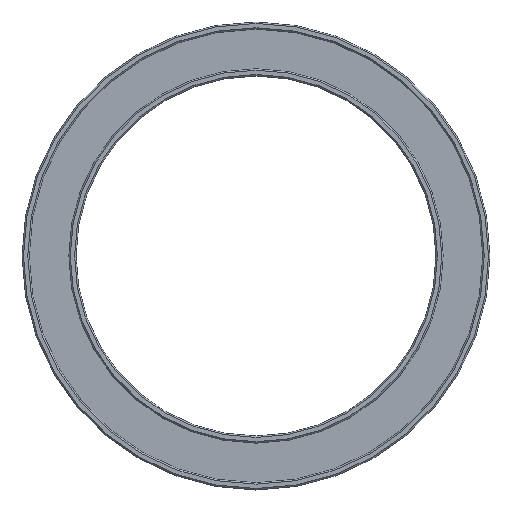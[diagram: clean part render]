
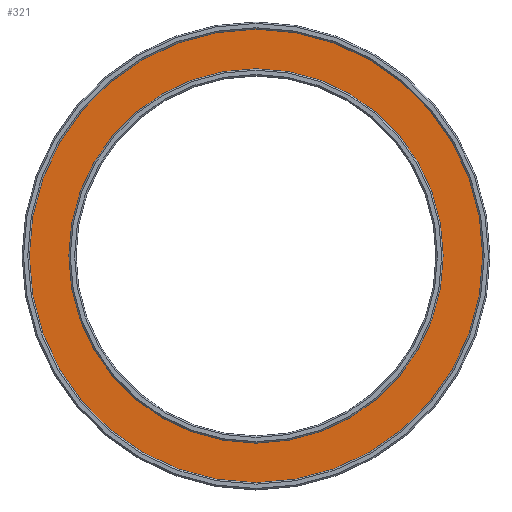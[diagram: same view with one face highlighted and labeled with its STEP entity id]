
A CAD part, top view. The second image highlights one B-rep face of the part: STEP entity #321.
In plain terms, the highlighted planar face has unit normal (0, 0, 1).
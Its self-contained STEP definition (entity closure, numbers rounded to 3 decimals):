
#15 = CARTESIAN_POINT ( 'NONE',  ( -31.5, 0., 6.5 ) ) ;
#67 = DIRECTION ( 'NONE',  ( 0., 0., 1. ) ) ;
#68 = AXIS2_PLACEMENT_3D ( 'NONE', #157, #220, #850 ) ;
#111 = DIRECTION ( 'NONE',  ( 0., 0., 1. ) ) ;
#118 = DIRECTION ( 'NONE',  ( 0., 0., 1. ) ) ;
#130 = DIRECTION ( 'NONE',  ( 1., 0., 0. ) ) ;
#135 = FACE_OUTER_BOUND ( 'NONE', #618, .T. ) ;
#155 = AXIS2_PLACEMENT_3D ( 'NONE', #710, #440, #718 ) ;
#157 = CARTESIAN_POINT ( 'NONE',  ( 0., 0., 6.5 ) ) ;
#220 = DIRECTION ( 'NONE',  ( 0., 0., 1. ) ) ;
#248 = ORIENTED_EDGE ( 'NONE', *, *, #644, .F. ) ;
#321 = ADVANCED_FACE ( 'NONE', ( #776, #135 ), #707, .T. ) ;
#408 = VERTEX_POINT ( 'NONE', #603 ) ;
#430 = CARTESIAN_POINT ( 'NONE',  ( 26., 0., 6.5 ) ) ;
#439 = CIRCLE ( 'NONE', #840, 31.5 ) ;
#440 = DIRECTION ( 'NONE',  ( 0., 0., 1. ) ) ;
#441 = ORIENTED_EDGE ( 'NONE', *, *, #584, .T. ) ;
#442 = EDGE_CURVE ( 'NONE', #564, #638, #723, .T. ) ;
#454 = ORIENTED_EDGE ( 'NONE', *, *, #897, .T. ) ;
#466 = AXIS2_PLACEMENT_3D ( 'NONE', #787, #67, #566 ) ;
#469 = CIRCLE ( 'NONE', #68, 31.5 ) ;
#470 = CARTESIAN_POINT ( 'NONE',  ( 0., 0., 6.5 ) ) ;
#488 = CARTESIAN_POINT ( 'NONE',  ( -26., 0., 6.5 ) ) ;
#527 = CIRCLE ( 'NONE', #155, 26. ) ;
#564 = VERTEX_POINT ( 'NONE', #488 ) ;
#566 = DIRECTION ( 'NONE',  ( 1., 0., 0. ) ) ;
#584 = EDGE_CURVE ( 'NONE', #725, #408, #469, .T. ) ;
#603 = CARTESIAN_POINT ( 'NONE',  ( 31.5, 0., 6.5 ) ) ;
#618 = EDGE_LOOP ( 'NONE', ( #454, #441 ) ) ;
#638 = VERTEX_POINT ( 'NONE', #430 ) ;
#644 = EDGE_CURVE ( 'NONE', #638, #564, #527, .T. ) ;
#684 = DIRECTION ( 'NONE',  ( 1., 0., 0. ) ) ;
#692 = AXIS2_PLACEMENT_3D ( 'NONE', #763, #118, #684 ) ;
#707 = PLANE ( 'NONE',  #466 ) ;
#708 = ORIENTED_EDGE ( 'NONE', *, *, #442, .F. ) ;
#710 = CARTESIAN_POINT ( 'NONE',  ( 0., 0., 6.5 ) ) ;
#718 = DIRECTION ( 'NONE',  ( 1., 0., 0. ) ) ;
#723 = CIRCLE ( 'NONE', #692, 26. ) ;
#725 = VERTEX_POINT ( 'NONE', #15 ) ;
#763 = CARTESIAN_POINT ( 'NONE',  ( 0., 0., 6.5 ) ) ;
#776 = FACE_BOUND ( 'NONE', #891, .T. ) ;
#787 = CARTESIAN_POINT ( 'NONE',  ( 0., 0., 6.5 ) ) ;
#840 = AXIS2_PLACEMENT_3D ( 'NONE', #470, #111, #130 ) ;
#850 = DIRECTION ( 'NONE',  ( 1., 0., 0. ) ) ;
#891 = EDGE_LOOP ( 'NONE', ( #248, #708 ) ) ;
#897 = EDGE_CURVE ( 'NONE', #408, #725, #439, .T. ) ;
